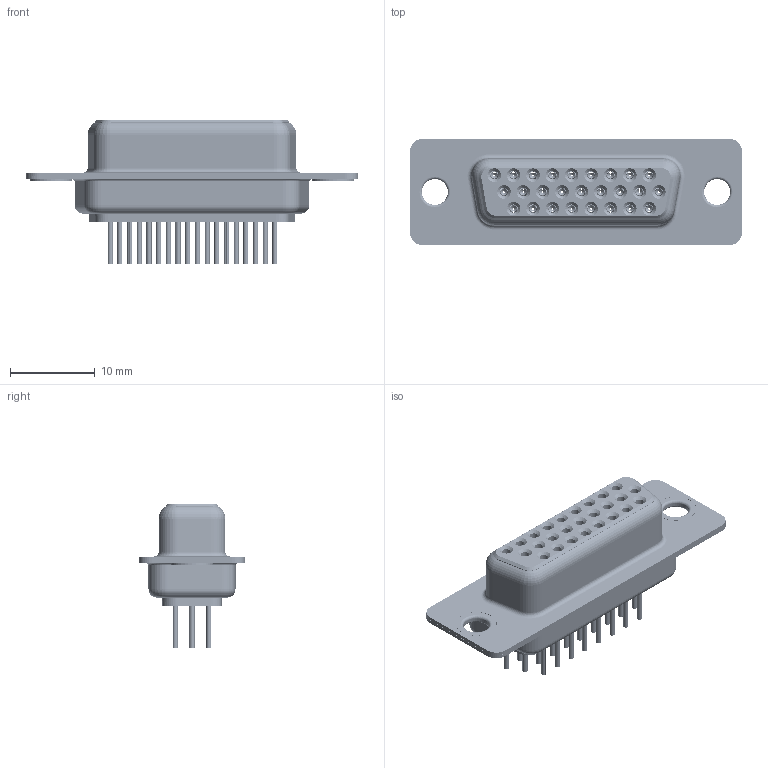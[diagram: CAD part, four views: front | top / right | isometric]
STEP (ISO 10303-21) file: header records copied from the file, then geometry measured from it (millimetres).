
FILE_DESCRIPTION (( 'STEP AP203' ), '1' );
FILE_NAME ('MHHDD-26FNS-A1.STEP', '2025-11-20T13:53:37', ( '' ), ( '' ), 'SwSTEP 2.0', 'SolidWorks 2023', '' );
FILE_SCHEMA (( 'CONFIG_CONTROL_DESIGN' ));
Length unit declared in the file: millimetre
Products named in the file (8): MHHDD Shell Front_26 Contacts; MHHDD Housing_26 Contacts; MHHDD Contact Row 1_30L; MHHDD-26FNS-A1; MHHDD Contact Row 3_30L; MHHDD Shell Rear_26 Contacts; MHHDD Contact Row 2_30L; MHHDD Thru Hole Rivet
Assembly tree (31 placements, depth 2):
  MHHDD-26FNS-A1
    MHHDD Housing_26 Contacts
    MHHDD Shell Front_26 Contacts
    MHHDD Shell Rear_26 Contacts
    MHHDD Contact Row 1_30L  x9
    MHHDD Contact Row 2_30L  x9
    MHHDD Contact Row 3_30L  x8
    MHHDD Thru Hole Rivet  x2
Bounding box: 39.19 x 12.55 x 17.1 mm (x, y, z)
Volume: 2061 mm3; surface area: 8003.4 mm2
Topology: 31 solids, 31 shells, 3564 faces, 9045 edges, 5606 vertices
Faces by surface type: cylinder 979, plane 877, torus 741, bspline 520, cone 447
Entity records: 31159 total; most frequent: CARTESIAN_POINT 8231, DIRECTION 4694, ORIENTED_EDGE 4364, EDGE_CURVE 2182, AXIS2_PLACEMENT_3D 1964, VERTEX_POINT 1367, CIRCLE 1074, EDGE_LOOP 1069
